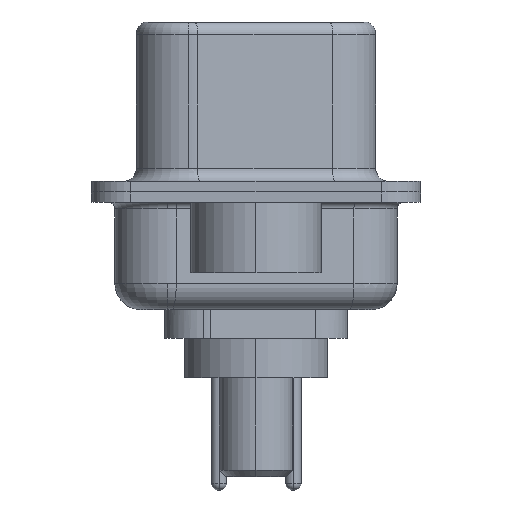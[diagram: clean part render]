
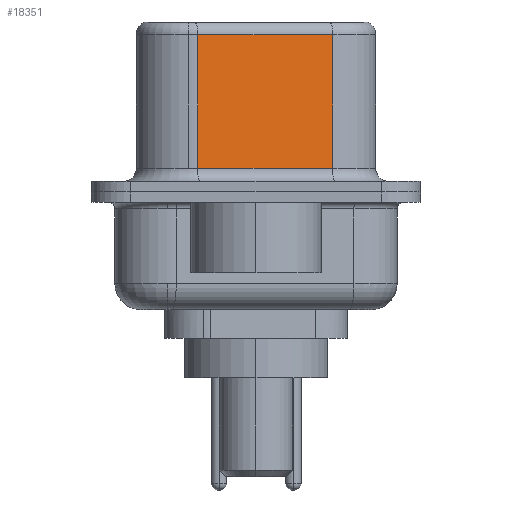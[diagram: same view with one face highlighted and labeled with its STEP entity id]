
A CAD part, left-side view. The second image highlights one B-rep face of the part: STEP entity #18351.
In plain terms, the highlighted planar face has unit normal (-0.985, -0.174, 0).
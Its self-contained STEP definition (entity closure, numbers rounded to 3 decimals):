
#149 = CARTESIAN_POINT ( 'NONE',  ( 3.675, 2.233, 6.02 ) ) ;
#552 = EDGE_CURVE ( 'NONE', #12216, #5252, #18407, .T. ) ;
#775 = VERTEX_POINT ( 'NONE', #149 ) ;
#1088 = DIRECTION ( 'NONE',  ( -0.174, 0.985, 0. ) ) ;
#1621 = ORIENTED_EDGE ( 'NONE', *, *, #2727, .T. ) ;
#2359 = FACE_OUTER_BOUND ( 'NONE', #5781, .T. ) ;
#2727 = EDGE_CURVE ( 'NONE', #12216, #775, #2748, .T. ) ;
#2748 = LINE ( 'NONE', #7400, #14958 ) ;
#3083 = EDGE_CURVE ( 'NONE', #775, #14569, #9216, .T. ) ;
#3309 = CARTESIAN_POINT ( 'NONE',  ( 4.585, -2.927, 6.52 ) ) ;
#3932 = ORIENTED_EDGE ( 'NONE', *, *, #7609, .T. ) ;
#4801 = AXIS2_PLACEMENT_3D ( 'NONE', #8718, #10272, #1088 ) ;
#5132 = VECTOR ( 'NONE', #7374, 1000. ) ;
#5252 = VERTEX_POINT ( 'NONE', #9536 ) ;
#5781 = EDGE_LOOP ( 'NONE', ( #18072, #1621, #8145, #3932 ) ) ;
#5915 = DIRECTION ( 'NONE',  ( 0.174, -0.985, 0. ) ) ;
#6617 = CARTESIAN_POINT ( 'NONE',  ( 3.675, 2.233, 6.52 ) ) ;
#7374 = DIRECTION ( 'NONE',  ( 0., 0., -1. ) ) ;
#7400 = CARTESIAN_POINT ( 'NONE',  ( 4.585, -2.927, 6.02 ) ) ;
#7468 = CARTESIAN_POINT ( 'NONE',  ( 4.585, -2.927, 0.9 ) ) ;
#7609 = EDGE_CURVE ( 'NONE', #14569, #5252, #15145, .T. ) ;
#8066 = CARTESIAN_POINT ( 'NONE',  ( 3.675, 2.233, 0.9 ) ) ;
#8145 = ORIENTED_EDGE ( 'NONE', *, *, #3083, .T. ) ;
#8718 = CARTESIAN_POINT ( 'NONE',  ( 4.585, -2.927, 6.52 ) ) ;
#9216 = LINE ( 'NONE', #6617, #5132 ) ;
#9536 = CARTESIAN_POINT ( 'NONE',  ( 4.585, -2.927, 0.9 ) ) ;
#10246 = VECTOR ( 'NONE', #10946, 1000. ) ;
#10272 = DIRECTION ( 'NONE',  ( 0.985, 0.174, 0. ) ) ;
#10946 = DIRECTION ( 'NONE',  ( 0., 0., -1. ) ) ;
#12216 = VERTEX_POINT ( 'NONE', #18065 ) ;
#14569 = VERTEX_POINT ( 'NONE', #8066 ) ;
#14662 = VECTOR ( 'NONE', #5915, 1000. ) ;
#14958 = VECTOR ( 'NONE', #18508, 1000. ) ;
#15145 = LINE ( 'NONE', #7468, #14662 ) ;
#17880 = PLANE ( 'NONE',  #4801 ) ;
#18065 = CARTESIAN_POINT ( 'NONE',  ( 4.585, -2.927, 6.02 ) ) ;
#18072 = ORIENTED_EDGE ( 'NONE', *, *, #552, .F. ) ;
#18351 = ADVANCED_FACE ( 'NONE', ( #2359 ), #17880, .F. ) ;
#18407 = LINE ( 'NONE', #3309, #10246 ) ;
#18508 = DIRECTION ( 'NONE',  ( -0.174, 0.985, 0. ) ) ;
